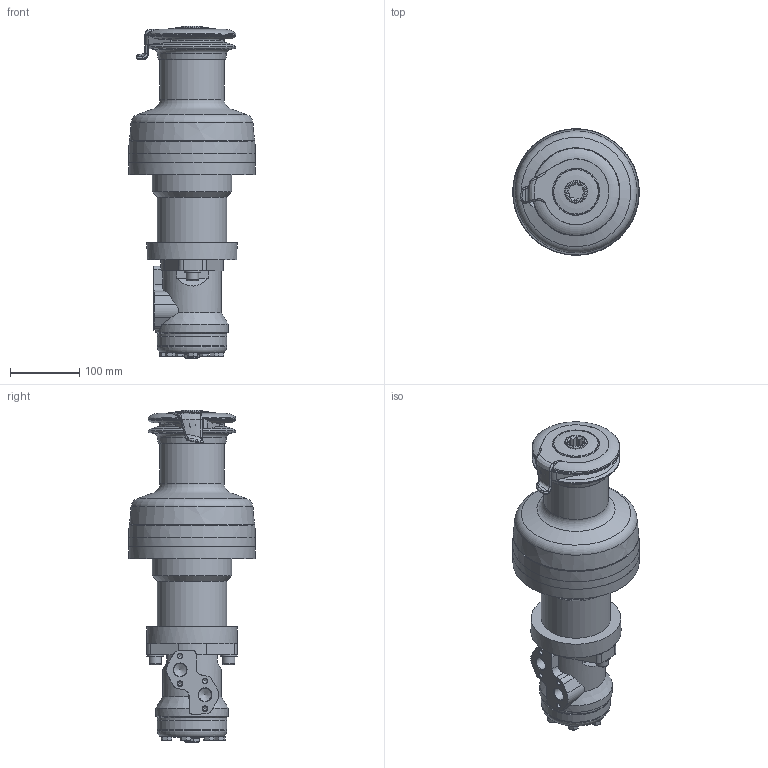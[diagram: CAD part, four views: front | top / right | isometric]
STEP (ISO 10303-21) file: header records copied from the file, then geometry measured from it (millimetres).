
FILE_DESCRIPTION(/* description */ (''),/* implementation_level */ '2;1');
FILE_NAME(/* name */ 'XT48_HD.stp',/* time_stamp */ '2016-03-25T15:22:59+01:00',/* author */ ('gianni'),/* organization */ (''),/* preprocessor_version */ 'ST-DEVELOPER v16.1',/* originating_system */ 'Autodesk Inventor 2016',/* authorisation */ '');
FILE_SCHEMA (('AUTOMOTIVE_DESIGN { 1 0 10303 214 3 1 1 }'));
Length unit declared in the file: millimetre
Products named in the file (1): XT48 HD
Bounding box: 182.43 x 182.43 x 479.1 mm (x, y, z)
Volume: 5382090.1 mm3; surface area: 288417.1 mm2
Topology: 1 solids, 1 shells, 419 faces, 1061 edges, 669 vertices
Faces by surface type: plane 191, cylinder 94, torus 65, bspline 36, cone 33
Full cylindrical faces by diameter (mm): 6.647 x4, 8.5 x6, 13 x7, 18 x3, 18.631 x2, 24 x2, 31.72 x1, 32.2 x1, 93 x2, 94 x1, 100 x3, 105 x1, 115 x1, 127 x3, 130 x1, 182.4 x1, 182.43 x1
Entity records: 15157 total; most frequent: CARTESIAN_POINT 5911, ORIENTED_EDGE 1906, DIRECTION 1816, EDGE_CURVE 953, AXIS2_PLACEMENT_3D 729, VERTEX_POINT 644, EDGE_LOOP 533, FACE_OUTER_BOUND 419
